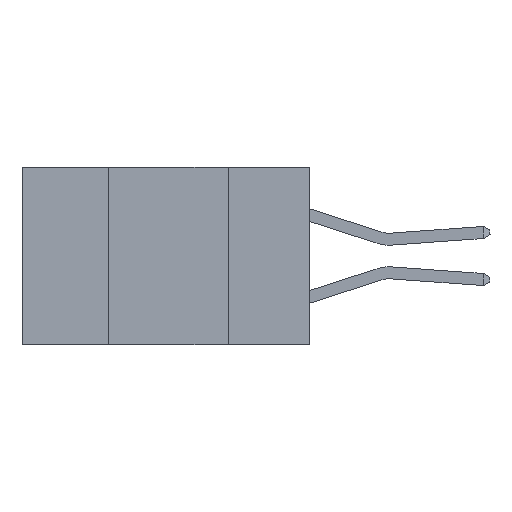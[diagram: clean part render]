
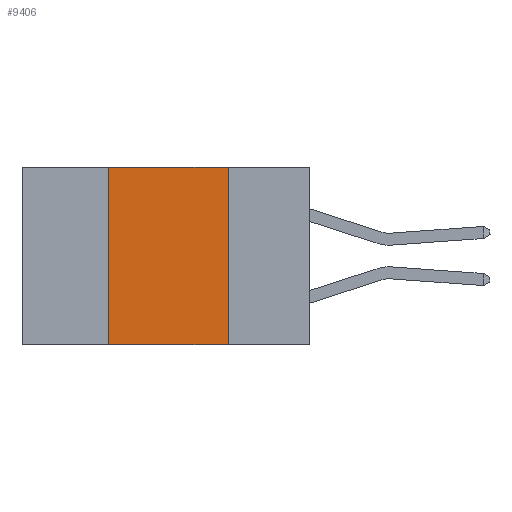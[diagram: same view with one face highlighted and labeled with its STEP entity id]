
A CAD part, left-side view. The second image highlights one B-rep face of the part: STEP entity #9406.
In plain terms, the highlighted planar face has unit normal (-1, 0, 0).
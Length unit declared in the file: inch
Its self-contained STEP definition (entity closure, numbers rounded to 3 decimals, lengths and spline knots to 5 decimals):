
#133 = AXIS2_PLACEMENT_3D ( 'NONE', #8054, #1069, #2772 ) ;
#253 = VECTOR ( 'NONE', #9359, 39.37008 ) ;
#292 = PLANE ( 'NONE',  #133 ) ;
#1021 = CARTESIAN_POINT ( 'NONE',  ( 0., 0.17, -0.37 ) ) ;
#1069 = DIRECTION ( 'NONE',  ( 1., 0., 0. ) ) ;
#1212 = DIRECTION ( 'NONE',  ( 0., -1., 0. ) ) ;
#1223 = DIRECTION ( 'NONE',  ( 0., -1., 0. ) ) ;
#1598 = EDGE_CURVE ( 'NONE', #9624, #5910, #5966, .T. ) ;
#1919 = CARTESIAN_POINT ( 'NONE',  ( 0., 0.42, -0.37 ) ) ;
#1993 = EDGE_CURVE ( 'NONE', #4584, #8640, #8805, .T. ) ;
#2141 = CARTESIAN_POINT ( 'NONE',  ( 0., 0.6, 0. ) ) ;
#2772 = DIRECTION ( 'NONE',  ( 0., 0., -1. ) ) ;
#2892 = CARTESIAN_POINT ( 'NONE',  ( 0., 0.42, -0.37 ) ) ;
#3108 = ORIENTED_EDGE ( 'NONE', *, *, #1598, .F. ) ;
#3130 = VECTOR ( 'NONE', #1212, 39.37008 ) ;
#3910 = LINE ( 'NONE', #2141, #3130 ) ;
#3941 = DIRECTION ( 'NONE',  ( 0., 0., 1. ) ) ;
#4584 = VERTEX_POINT ( 'NONE', #1919 ) ;
#5227 = VECTOR ( 'NONE', #3941, 39.37008 ) ;
#5272 = CARTESIAN_POINT ( 'NONE',  ( 0., 0.17, 0. ) ) ;
#5517 = LINE ( 'NONE', #8954, #6004 ) ;
#5713 = CARTESIAN_POINT ( 'NONE',  ( 0., 0.42, 0. ) ) ;
#5910 = VERTEX_POINT ( 'NONE', #8037 ) ;
#5938 = EDGE_CURVE ( 'NONE', #8640, #9624, #3910, .T. ) ;
#5966 = LINE ( 'NONE', #1021, #253 ) ;
#6004 = VECTOR ( 'NONE', #1223, 39.37008 ) ;
#6391 = EDGE_CURVE ( 'NONE', #4584, #5910, #5517, .T. ) ;
#7365 = ORIENTED_EDGE ( 'NONE', *, *, #1993, .F. ) ;
#7886 = FACE_OUTER_BOUND ( 'NONE', #10485, .T. ) ;
#8037 = CARTESIAN_POINT ( 'NONE',  ( 0., 0.17, -0.37 ) ) ;
#8054 = CARTESIAN_POINT ( 'NONE',  ( 0., 0.6, 0. ) ) ;
#8640 = VERTEX_POINT ( 'NONE', #5713 ) ;
#8805 = LINE ( 'NONE', #2892, #5227 ) ;
#8928 = ORIENTED_EDGE ( 'NONE', *, *, #5938, .F. ) ;
#8954 = CARTESIAN_POINT ( 'NONE',  ( 0., 0.6, -0.37 ) ) ;
#9359 = DIRECTION ( 'NONE',  ( 0., 0., -1. ) ) ;
#9406 = ADVANCED_FACE ( 'NONE', ( #7886 ), #292, .F. ) ;
#9427 = ORIENTED_EDGE ( 'NONE', *, *, #6391, .T. ) ;
#9624 = VERTEX_POINT ( 'NONE', #5272 ) ;
#10485 = EDGE_LOOP ( 'NONE', ( #3108, #8928, #7365, #9427 ) ) ;
